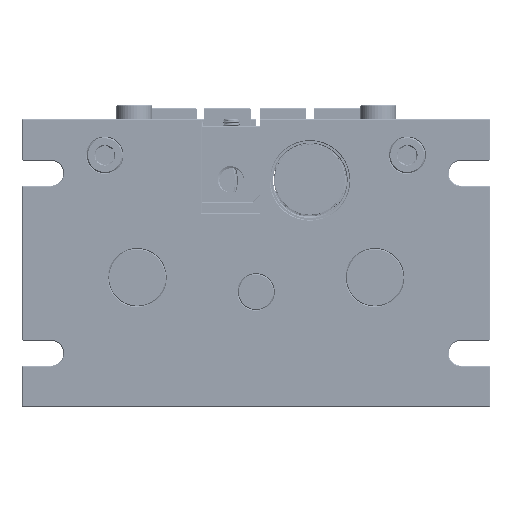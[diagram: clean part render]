
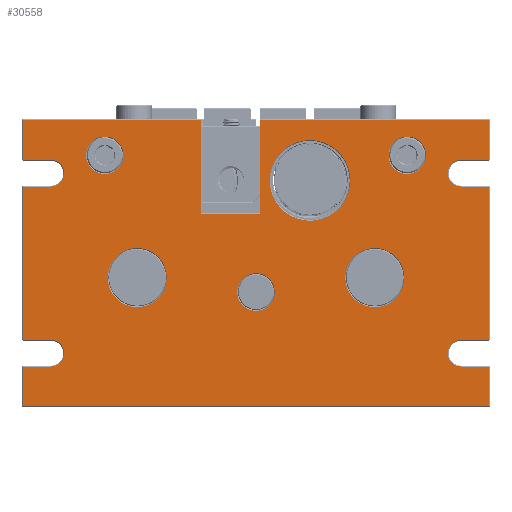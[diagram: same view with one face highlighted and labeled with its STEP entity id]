
A CAD part, front view. The second image highlights one B-rep face of the part: STEP entity #30558.
In plain terms, the highlighted planar face has unit normal (0, -1, 0).
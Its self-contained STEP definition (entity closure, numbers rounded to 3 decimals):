
#451=FACE_BOUND('',#3277,.T.);
#452=FACE_BOUND('',#3278,.T.);
#453=FACE_BOUND('',#3279,.T.);
#454=FACE_BOUND('',#3280,.T.);
#455=FACE_BOUND('',#3281,.T.);
#456=FACE_BOUND('',#3282,.T.);
#538=PLANE('',#32511);
#1475=FACE_OUTER_BOUND('',#3276,.T.);
#3276=EDGE_LOOP('',(#20754,#20755,#20756,#20757,#20758,#20759,#20760,#20761,
#20762,#20763,#20764,#20765,#20766,#20767,#20768,#20769,#20770,#20771,#20772,
#20773,#20774,#20775,#20776,#20777));
#3277=EDGE_LOOP('',(#20778));
#3278=EDGE_LOOP('',(#20779));
#3279=EDGE_LOOP('',(#20780));
#3280=EDGE_LOOP('',(#20781));
#3281=EDGE_LOOP('',(#20782));
#3282=EDGE_LOOP('',(#20783));
#7258=CIRCLE('',#32508,5.2);
#7261=CIRCLE('',#32512,3.7);
#7262=CIRCLE('',#32513,3.7);
#7263=CIRCLE('',#32514,3.7);
#7264=CIRCLE('',#32515,3.7);
#7265=CIRCLE('',#32516,5.2);
#7266=CIRCLE('',#32517,11.2);
#7267=CIRCLE('',#32518,8.2);
#7268=CIRCLE('',#32519,8.2);
#7269=CIRCLE('',#32520,5.2);
#7882=LINE('',#50512,#9911);
#7883=LINE('',#50514,#9912);
#7884=LINE('',#50516,#9913);
#7885=LINE('',#50520,#9914);
#7886=LINE('',#50522,#9915);
#7887=LINE('',#50524,#9916);
#7888=LINE('',#50528,#9917);
#7889=LINE('',#50530,#9918);
#7890=LINE('',#50532,#9919);
#7891=LINE('',#50534,#9920);
#7892=LINE('',#50536,#9921);
#7893=LINE('',#50538,#9922);
#7894=LINE('',#50540,#9923);
#7895=LINE('',#50542,#9924);
#7896=LINE('',#50544,#9925);
#7897=LINE('',#50548,#9926);
#7898=LINE('',#50550,#9927);
#7899=LINE('',#50552,#9928);
#7900=LINE('',#50556,#9929);
#7901=LINE('',#50557,#9930);
#9911=VECTOR('',#35158,10.);
#9912=VECTOR('',#35159,10.);
#9913=VECTOR('',#35160,10.);
#9914=VECTOR('',#35163,10.);
#9915=VECTOR('',#35164,10.);
#9916=VECTOR('',#35165,10.);
#9917=VECTOR('',#35168,10.);
#9918=VECTOR('',#35169,10.);
#9919=VECTOR('',#35170,10.);
#9920=VECTOR('',#35171,10.);
#9921=VECTOR('',#35172,10.);
#9922=VECTOR('',#35173,10.);
#9923=VECTOR('',#35174,10.);
#9924=VECTOR('',#35175,10.);
#9925=VECTOR('',#35176,10.);
#9926=VECTOR('',#35179,10.);
#9927=VECTOR('',#35180,10.);
#9928=VECTOR('',#35181,10.);
#9929=VECTOR('',#35184,10.);
#9930=VECTOR('',#35185,10.);
#12333=VERTEX_POINT('',#50502);
#12336=VERTEX_POINT('',#50510);
#12337=VERTEX_POINT('',#50511);
#12338=VERTEX_POINT('',#50513);
#12339=VERTEX_POINT('',#50515);
#12340=VERTEX_POINT('',#50517);
#12341=VERTEX_POINT('',#50519);
#12342=VERTEX_POINT('',#50521);
#12343=VERTEX_POINT('',#50523);
#12344=VERTEX_POINT('',#50525);
#12345=VERTEX_POINT('',#50527);
#12346=VERTEX_POINT('',#50529);
#12347=VERTEX_POINT('',#50531);
#12348=VERTEX_POINT('',#50533);
#12349=VERTEX_POINT('',#50535);
#12350=VERTEX_POINT('',#50537);
#12351=VERTEX_POINT('',#50539);
#12352=VERTEX_POINT('',#50541);
#12353=VERTEX_POINT('',#50543);
#12354=VERTEX_POINT('',#50545);
#12355=VERTEX_POINT('',#50547);
#12356=VERTEX_POINT('',#50549);
#12357=VERTEX_POINT('',#50551);
#12358=VERTEX_POINT('',#50553);
#12359=VERTEX_POINT('',#50555);
#12360=VERTEX_POINT('',#50558);
#12361=VERTEX_POINT('',#50560);
#12362=VERTEX_POINT('',#50562);
#12363=VERTEX_POINT('',#50564);
#12364=VERTEX_POINT('',#50566);
#15653=EDGE_CURVE('',#12333,#12333,#7258,.T.);
#15657=EDGE_CURVE('',#12336,#12337,#7882,.T.);
#15658=EDGE_CURVE('',#12338,#12336,#7883,.T.);
#15659=EDGE_CURVE('',#12339,#12338,#7884,.T.);
#15660=EDGE_CURVE('',#12340,#12339,#7261,.T.);
#15661=EDGE_CURVE('',#12341,#12340,#7885,.T.);
#15662=EDGE_CURVE('',#12342,#12341,#7886,.T.);
#15663=EDGE_CURVE('',#12343,#12342,#7887,.T.);
#15664=EDGE_CURVE('',#12344,#12343,#7262,.T.);
#15665=EDGE_CURVE('',#12345,#12344,#7888,.T.);
#15666=EDGE_CURVE('',#12346,#12345,#7889,.T.);
#15667=EDGE_CURVE('',#12347,#12346,#7890,.T.);
#15668=EDGE_CURVE('',#12348,#12347,#7891,.T.);
#15669=EDGE_CURVE('',#12349,#12348,#7892,.T.);
#15670=EDGE_CURVE('',#12350,#12349,#7893,.T.);
#15671=EDGE_CURVE('',#12351,#12350,#7894,.T.);
#15672=EDGE_CURVE('',#12352,#12351,#7895,.T.);
#15673=EDGE_CURVE('',#12353,#12352,#7896,.T.);
#15674=EDGE_CURVE('',#12354,#12353,#7263,.T.);
#15675=EDGE_CURVE('',#12355,#12354,#7897,.T.);
#15676=EDGE_CURVE('',#12356,#12355,#7898,.T.);
#15677=EDGE_CURVE('',#12357,#12356,#7899,.T.);
#15678=EDGE_CURVE('',#12358,#12357,#7264,.T.);
#15679=EDGE_CURVE('',#12359,#12358,#7900,.T.);
#15680=EDGE_CURVE('',#12337,#12359,#7901,.T.);
#15681=EDGE_CURVE('',#12360,#12360,#7265,.T.);
#15682=EDGE_CURVE('',#12361,#12361,#7266,.T.);
#15683=EDGE_CURVE('',#12362,#12362,#7267,.T.);
#15684=EDGE_CURVE('',#12363,#12363,#7268,.T.);
#15685=EDGE_CURVE('',#12364,#12364,#7269,.T.);
#20754=ORIENTED_EDGE('',*,*,#15657,.F.);
#20755=ORIENTED_EDGE('',*,*,#15658,.F.);
#20756=ORIENTED_EDGE('',*,*,#15659,.F.);
#20757=ORIENTED_EDGE('',*,*,#15660,.F.);
#20758=ORIENTED_EDGE('',*,*,#15661,.F.);
#20759=ORIENTED_EDGE('',*,*,#15662,.F.);
#20760=ORIENTED_EDGE('',*,*,#15663,.F.);
#20761=ORIENTED_EDGE('',*,*,#15664,.F.);
#20762=ORIENTED_EDGE('',*,*,#15665,.F.);
#20763=ORIENTED_EDGE('',*,*,#15666,.F.);
#20764=ORIENTED_EDGE('',*,*,#15667,.F.);
#20765=ORIENTED_EDGE('',*,*,#15668,.F.);
#20766=ORIENTED_EDGE('',*,*,#15669,.F.);
#20767=ORIENTED_EDGE('',*,*,#15670,.F.);
#20768=ORIENTED_EDGE('',*,*,#15671,.F.);
#20769=ORIENTED_EDGE('',*,*,#15672,.F.);
#20770=ORIENTED_EDGE('',*,*,#15673,.F.);
#20771=ORIENTED_EDGE('',*,*,#15674,.F.);
#20772=ORIENTED_EDGE('',*,*,#15675,.F.);
#20773=ORIENTED_EDGE('',*,*,#15676,.F.);
#20774=ORIENTED_EDGE('',*,*,#15677,.F.);
#20775=ORIENTED_EDGE('',*,*,#15678,.F.);
#20776=ORIENTED_EDGE('',*,*,#15679,.F.);
#20777=ORIENTED_EDGE('',*,*,#15680,.F.);
#20778=ORIENTED_EDGE('',*,*,#15681,.F.);
#20779=ORIENTED_EDGE('',*,*,#15682,.F.);
#20780=ORIENTED_EDGE('',*,*,#15683,.F.);
#20781=ORIENTED_EDGE('',*,*,#15684,.F.);
#20782=ORIENTED_EDGE('',*,*,#15685,.F.);
#20783=ORIENTED_EDGE('',*,*,#15653,.F.);
#30558=ADVANCED_FACE('',(#1475,#451,#452,#453,#454,#455,#456),#538,.T.);
#32508=AXIS2_PLACEMENT_3D('',#50503,#35149,#35150);
#32511=AXIS2_PLACEMENT_3D('',#50509,#35156,#35157);
#32512=AXIS2_PLACEMENT_3D('',#50518,#35161,#35162);
#32513=AXIS2_PLACEMENT_3D('',#50526,#35166,#35167);
#32514=AXIS2_PLACEMENT_3D('',#50546,#35177,#35178);
#32515=AXIS2_PLACEMENT_3D('',#50554,#35182,#35183);
#32516=AXIS2_PLACEMENT_3D('',#50559,#35186,#35187);
#32517=AXIS2_PLACEMENT_3D('',#50561,#35188,#35189);
#32518=AXIS2_PLACEMENT_3D('',#50563,#35190,#35191);
#32519=AXIS2_PLACEMENT_3D('',#50565,#35192,#35193);
#32520=AXIS2_PLACEMENT_3D('',#50567,#35194,#35195);
#35149=DIRECTION('center_axis',(0.,-1.,0.));
#35150=DIRECTION('ref_axis',(0.,0.,1.));
#35156=DIRECTION('center_axis',(0.,-1.,0.));
#35157=DIRECTION('ref_axis',(1.,0.,0.));
#35158=DIRECTION('',(-1.,0.,0.));
#35159=DIRECTION('',(0.,0.,-1.));
#35160=DIRECTION('',(1.,0.,0.));
#35161=DIRECTION('center_axis',(0.,-1.,0.));
#35162=DIRECTION('ref_axis',(-1.,0.,0.));
#35163=DIRECTION('',(-1.,0.,0.));
#35164=DIRECTION('',(0.,0.,-1.));
#35165=DIRECTION('',(1.,0.,0.));
#35166=DIRECTION('center_axis',(0.,-1.,0.));
#35167=DIRECTION('ref_axis',(-1.,0.,0.));
#35168=DIRECTION('',(-1.,0.,0.));
#35169=DIRECTION('',(0.,0.,-1.));
#35170=DIRECTION('',(1.,0.,0.));
#35171=DIRECTION('',(0.,0.,1.));
#35172=DIRECTION('',(1.,0.,0.));
#35173=DIRECTION('',(0.,0.,-1.));
#35174=DIRECTION('',(1.,0.,0.));
#35175=DIRECTION('',(0.,0.,1.));
#35176=DIRECTION('',(-1.,0.,0.));
#35177=DIRECTION('center_axis',(0.,-1.,0.));
#35178=DIRECTION('ref_axis',(0.,0.,-1.));
#35179=DIRECTION('',(1.,0.,0.));
#35180=DIRECTION('',(0.,0.,1.));
#35181=DIRECTION('',(-1.,0.,0.));
#35182=DIRECTION('center_axis',(0.,-1.,0.));
#35183=DIRECTION('ref_axis',(0.,0.,-1.));
#35184=DIRECTION('',(1.,0.,0.));
#35185=DIRECTION('',(0.,0.,1.));
#35186=DIRECTION('center_axis',(0.,-1.,0.));
#35187=DIRECTION('ref_axis',(0.,0.,1.));
#35188=DIRECTION('center_axis',(0.,-1.,0.));
#35189=DIRECTION('ref_axis',(1.,0.,0.));
#35190=DIRECTION('center_axis',(0.,-1.,0.));
#35191=DIRECTION('ref_axis',(1.,0.,0.));
#35192=DIRECTION('center_axis',(0.,-1.,0.));
#35193=DIRECTION('ref_axis',(1.,0.,0.));
#35194=DIRECTION('center_axis',(0.,-1.,0.));
#35195=DIRECTION('ref_axis',(1.,0.,0.));
#50502=CARTESIAN_POINT('',(107.,0.,64.8));
#50503=CARTESIAN_POINT('Origin',(107.,0.,70.));
#50509=CARTESIAN_POINT('Origin',(0.,0.,0.));
#50510=CARTESIAN_POINT('',(129.8,0.,0.2));
#50511=CARTESIAN_POINT('',(0.2,0.,0.2));
#50512=CARTESIAN_POINT('',(32.5,0.,0.2));
#50513=CARTESIAN_POINT('',(129.8,0.,11.3));
#50514=CARTESIAN_POINT('',(129.8,0.,0.));
#50515=CARTESIAN_POINT('',(122.,0.,11.3));
#50516=CARTESIAN_POINT('',(70.75,0.,11.3));
#50517=CARTESIAN_POINT('',(122.,0.,18.7));
#50518=CARTESIAN_POINT('Origin',(122.,0.,15.));
#50519=CARTESIAN_POINT('',(129.8,0.,18.7));
#50520=CARTESIAN_POINT('',(61.,0.,18.7));
#50521=CARTESIAN_POINT('',(129.8,0.,61.3));
#50522=CARTESIAN_POINT('',(129.8,0.,0.));
#50523=CARTESIAN_POINT('',(122.,0.,61.3));
#50524=CARTESIAN_POINT('',(70.75,0.,61.3));
#50525=CARTESIAN_POINT('',(122.,0.,68.7));
#50526=CARTESIAN_POINT('Origin',(122.,0.,65.));
#50527=CARTESIAN_POINT('',(129.8,0.,68.7));
#50528=CARTESIAN_POINT('',(61.,0.,68.7));
#50529=CARTESIAN_POINT('',(129.8,0.,79.8));
#50530=CARTESIAN_POINT('',(129.8,0.,0.));
#50531=CARTESIAN_POINT('',(66.2,0.,79.8));
#50532=CARTESIAN_POINT('',(32.5,0.,79.8));
#50533=CARTESIAN_POINT('',(66.2,0.,53.8));
#50534=CARTESIAN_POINT('',(66.2,0.,40.));
#50535=CARTESIAN_POINT('',(49.8,0.,53.8));
#50536=CARTESIAN_POINT('',(33.,0.,53.8));
#50537=CARTESIAN_POINT('',(49.8,0.,79.8));
#50538=CARTESIAN_POINT('',(49.8,0.,27.));
#50539=CARTESIAN_POINT('',(0.2,0.,79.8));
#50540=CARTESIAN_POINT('',(32.5,0.,79.8));
#50541=CARTESIAN_POINT('',(0.2,0.,68.7));
#50542=CARTESIAN_POINT('',(0.2,0.,0.));
#50543=CARTESIAN_POINT('',(8.,0.,68.7));
#50544=CARTESIAN_POINT('',(-5.75,0.,68.7));
#50545=CARTESIAN_POINT('',(8.,0.,61.3));
#50546=CARTESIAN_POINT('Origin',(8.,0.,65.));
#50547=CARTESIAN_POINT('',(0.2,0.,61.3));
#50548=CARTESIAN_POINT('',(4.,0.,61.3));
#50549=CARTESIAN_POINT('',(0.2,0.,18.7));
#50550=CARTESIAN_POINT('',(0.2,0.,0.));
#50551=CARTESIAN_POINT('',(8.,0.,18.7));
#50552=CARTESIAN_POINT('',(-5.75,0.,18.7));
#50553=CARTESIAN_POINT('',(8.,0.,11.3));
#50554=CARTESIAN_POINT('Origin',(8.,0.,15.));
#50555=CARTESIAN_POINT('',(0.2,0.,11.3));
#50556=CARTESIAN_POINT('',(4.,0.,11.3));
#50557=CARTESIAN_POINT('',(0.2,0.,0.));
#50558=CARTESIAN_POINT('',(23.,0.,64.8));
#50559=CARTESIAN_POINT('Origin',(23.,0.,70.));
#50560=CARTESIAN_POINT('',(68.8,0.,63.));
#50561=CARTESIAN_POINT('Origin',(80.,0.,63.));
#50562=CARTESIAN_POINT('',(89.8,0.,36.));
#50563=CARTESIAN_POINT('Origin',(98.,0.,36.));
#50564=CARTESIAN_POINT('',(23.8,0.,36.));
#50565=CARTESIAN_POINT('Origin',(32.,0.,36.));
#50566=CARTESIAN_POINT('',(59.8,0.,32.));
#50567=CARTESIAN_POINT('Origin',(65.,0.,32.));
